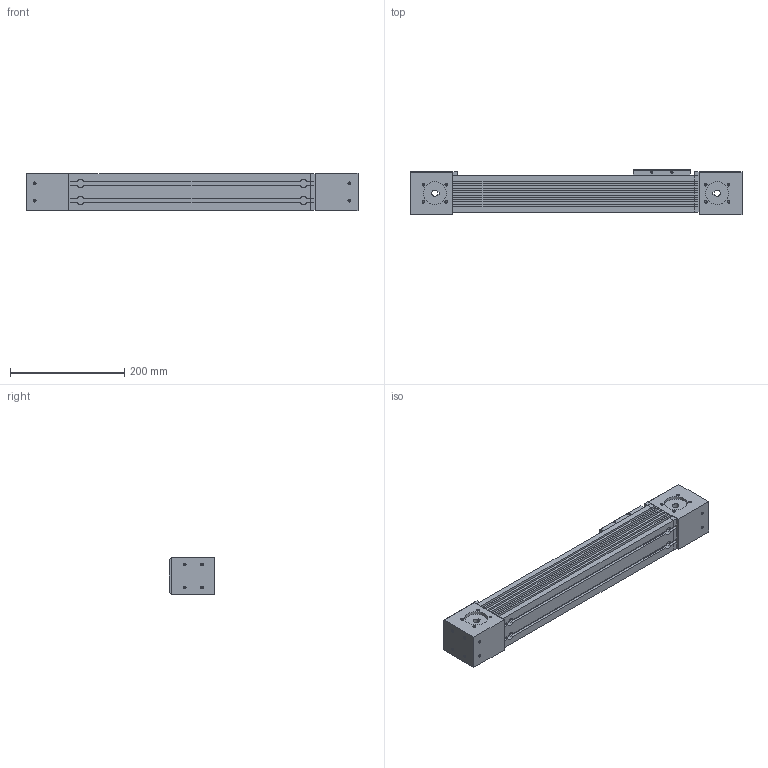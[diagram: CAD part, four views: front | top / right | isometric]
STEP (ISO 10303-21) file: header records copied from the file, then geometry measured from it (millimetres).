
FILE_DESCRIPTION((''),'2;1');
FILE_NAME('MSL60-Hub 300.stp','2012-10-11T10:38:19',('hartung_david'),(''),'Autodesk Inventor 2012','Autodesk Inventor 2012','');
FILE_SCHEMA(('AUTOMOTIVE_DESIGN { 1 0 10303 214 1 1 1 1 }'));
Length unit declared in the file: millimetre
Products named in the file (4): MSL60 Hub300; MSL60 Hub300-010; MSL60 Hub300-020; MSL60 Hub300-030
Assembly tree (3 placements, depth 2):
  MSL60 Hub300
    MSL60 Hub300-010
    MSL60 Hub300-020
    MSL60 Hub300-030
Bounding box: 580 x 79 x 65 mm (x, y, z)
Volume: 2303094.4 mm3; surface area: 279464.6 mm2
Topology: 3 solids, 3 shells, 357 faces, 983 edges, 638 vertices
Faces by surface type: plane 230, cone 68, cylinder 59
Full cylindrical faces by diameter (mm): 3.242 x2, 4.134 x32, 5 x2, 15.2 x1, 40 x4
Entity records: 10768 total; most frequent: CARTESIAN_POINT 1780, DIRECTION 1742, ORIENTED_EDGE 1652, EDGE_CURVE 826, VECTOR 638, LINE 638, VERTEX_POINT 590, AXIS2_PLACEMENT_3D 552
